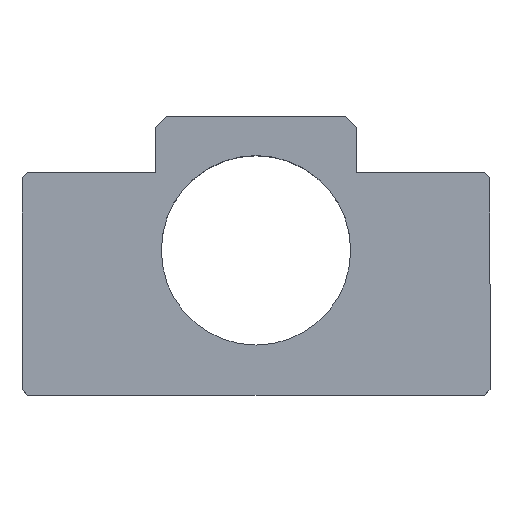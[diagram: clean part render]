
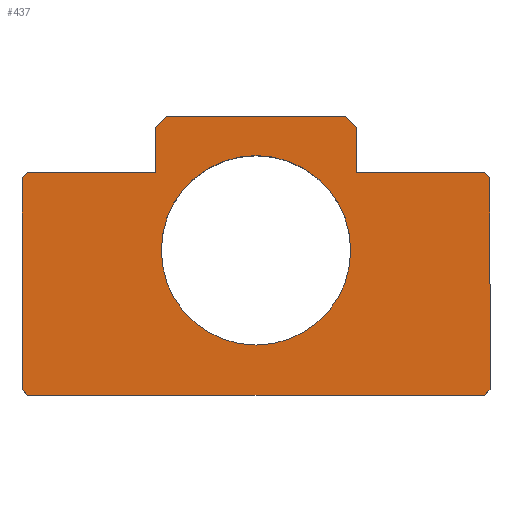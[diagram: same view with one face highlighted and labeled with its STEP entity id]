
A CAD part, top view. The second image highlights one B-rep face of the part: STEP entity #437.
In plain terms, the highlighted planar face has unit normal (0, 0, 1).
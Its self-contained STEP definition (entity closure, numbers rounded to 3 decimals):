
#4 = VECTOR ( 'NONE', #447, 1000. ) ;
#11 = LINE ( 'NONE', #193, #271 ) ;
#13 = DIRECTION ( 'NONE',  ( 0.707, 0.707, 0. ) ) ;
#17 = CARTESIAN_POINT ( 'NONE',  ( 9., 7., 0. ) ) ;
#20 = ORIENTED_EDGE ( 'NONE', *, *, #34, .T. ) ;
#24 = CARTESIAN_POINT ( 'NONE',  ( 9., 11., 0. ) ) ;
#25 = DIRECTION ( 'NONE',  ( 0.707, 0.707, 0. ) ) ;
#34 = EDGE_CURVE ( 'NONE', #174, #222, #589, .T. ) ;
#39 = EDGE_CURVE ( 'NONE', #505, #99, #114, .T. ) ;
#52 = DIRECTION ( 'NONE',  ( 1., 0., 0. ) ) ;
#57 = CARTESIAN_POINT ( 'NONE',  ( -21., 6.5, 0. ) ) ;
#59 = VECTOR ( 'NONE', #622, 1000. ) ;
#75 = EDGE_LOOP ( 'NONE', ( #339, #427, #183, #178, #595, #20, #426, #211, #587, #272, #482, #107, #346, #117 ) ) ;
#83 = DIRECTION ( 'NONE',  ( 0., -1., 0. ) ) ;
#92 = VECTOR ( 'NONE', #318, 1000. ) ;
#95 = ORIENTED_EDGE ( 'NONE', *, *, #315, .T. ) ;
#99 = VERTEX_POINT ( 'NONE', #506 ) ;
#101 = DIRECTION ( 'NONE',  ( -0.707, 0.707, 0. ) ) ;
#107 = ORIENTED_EDGE ( 'NONE', *, *, #628, .F. ) ;
#108 = CARTESIAN_POINT ( 'NONE',  ( 8., 12., 0. ) ) ;
#114 = LINE ( 'NONE', #213, #540 ) ;
#117 = ORIENTED_EDGE ( 'NONE', *, *, #235, .F. ) ;
#118 = LINE ( 'NONE', #216, #92 ) ;
#153 = FACE_BOUND ( 'NONE', #484, .T. ) ;
#157 = CARTESIAN_POINT ( 'NONE',  ( 9., 7., 0. ) ) ;
#163 = EDGE_CURVE ( 'NONE', #174, #205, #415, .T. ) ;
#164 = CARTESIAN_POINT ( 'NONE',  ( -21., 6.5, 0. ) ) ;
#169 = LINE ( 'NONE', #269, #667 ) ;
#172 = EDGE_CURVE ( 'NONE', #302, #262, #11, .T. ) ;
#174 = VERTEX_POINT ( 'NONE', #567 ) ;
#178 = ORIENTED_EDGE ( 'NONE', *, *, #616, .F. ) ;
#180 = CARTESIAN_POINT ( 'NONE',  ( 0., 0., 0. ) ) ;
#182 = AXIS2_PLACEMENT_3D ( 'NONE', #562, #638, #713 ) ;
#183 = ORIENTED_EDGE ( 'NONE', *, *, #687, .F. ) ;
#186 = VERTEX_POINT ( 'NONE', #252 ) ;
#189 = CARTESIAN_POINT ( 'NONE',  ( 21., 6.5, 0. ) ) ;
#192 = VERTEX_POINT ( 'NONE', #520 ) ;
#193 = CARTESIAN_POINT ( 'NONE',  ( -8., 12., 0. ) ) ;
#194 = CARTESIAN_POINT ( 'NONE',  ( 21., -12.5, 0. ) ) ;
#195 = VECTOR ( 'NONE', #25, 1000. ) ;
#204 = CARTESIAN_POINT ( 'NONE',  ( -21., -12.5, 0. ) ) ;
#205 = VERTEX_POINT ( 'NONE', #454 ) ;
#210 = VERTEX_POINT ( 'NONE', #108 ) ;
#211 = ORIENTED_EDGE ( 'NONE', *, *, #630, .T. ) ;
#213 = CARTESIAN_POINT ( 'NONE',  ( -20.5, 7., 0. ) ) ;
#214 = VECTOR ( 'NONE', #52, 1000. ) ;
#216 = CARTESIAN_POINT ( 'NONE',  ( -21., -12.5, 0. ) ) ;
#222 = VERTEX_POINT ( 'NONE', #574 ) ;
#224 = VERTEX_POINT ( 'NONE', #347 ) ;
#233 = CARTESIAN_POINT ( 'NONE',  ( -8., 12., 0. ) ) ;
#235 = EDGE_CURVE ( 'NONE', #192, #262, #601, .T. ) ;
#247 = VERTEX_POINT ( 'NONE', #489 ) ;
#252 = CARTESIAN_POINT ( 'NONE',  ( 21., 6.5, 0. ) ) ;
#254 = CARTESIAN_POINT ( 'NONE',  ( -9., 11., 0. ) ) ;
#262 = VERTEX_POINT ( 'NONE', #619 ) ;
#264 = VECTOR ( 'NONE', #576, 1000. ) ;
#269 = CARTESIAN_POINT ( 'NONE',  ( -9., 7., 0. ) ) ;
#271 = VECTOR ( 'NONE', #498, 1000. ) ;
#272 = ORIENTED_EDGE ( 'NONE', *, *, #314, .F. ) ;
#273 = LINE ( 'NONE', #189, #264 ) ;
#281 = DIRECTION ( 'NONE',  ( 0., 0., -1. ) ) ;
#302 = VERTEX_POINT ( 'NONE', #233 ) ;
#314 = EDGE_CURVE ( 'NONE', #224, #709, #704, .T. ) ;
#315 = EDGE_CURVE ( 'NONE', #472, #472, #467, .T. ) ;
#318 = DIRECTION ( 'NONE',  ( -0.707, 0.707, 0. ) ) ;
#339 = ORIENTED_EDGE ( 'NONE', *, *, #529, .F. ) ;
#346 = ORIENTED_EDGE ( 'NONE', *, *, #172, .T. ) ;
#347 = CARTESIAN_POINT ( 'NONE',  ( 9., 11., 0. ) ) ;
#359 = DIRECTION ( 'NONE',  ( 1., 0., 0. ) ) ;
#360 = VERTEX_POINT ( 'NONE', #204 ) ;
#372 = DIRECTION ( 'NONE',  ( -1., 0., 0. ) ) ;
#373 = CARTESIAN_POINT ( 'NONE',  ( 8., 12., 0. ) ) ;
#374 = LINE ( 'NONE', #723, #477 ) ;
#383 = LINE ( 'NONE', #194, #4 ) ;
#402 = AXIS2_PLACEMENT_3D ( 'NONE', #180, #281, #372 ) ;
#408 = CARTESIAN_POINT ( 'NONE',  ( -8.5, 0., 0. ) ) ;
#415 = LINE ( 'NONE', #486, #612 ) ;
#417 = VECTOR ( 'NONE', #83, 1000. ) ;
#426 = ORIENTED_EDGE ( 'NONE', *, *, #577, .F. ) ;
#427 = ORIENTED_EDGE ( 'NONE', *, *, #39, .F. ) ;
#437 = ADVANCED_FACE ( 'NONE', ( #749, #153 ), #499, .T. ) ;
#447 = DIRECTION ( 'NONE',  ( 0., -1., 0. ) ) ;
#454 = CARTESIAN_POINT ( 'NONE',  ( -20.5, -13., 0. ) ) ;
#467 = CIRCLE ( 'NONE', #402, 8.5 ) ;
#472 = VERTEX_POINT ( 'NONE', #408 ) ;
#477 = VECTOR ( 'NONE', #683, 1000. ) ;
#482 = ORIENTED_EDGE ( 'NONE', *, *, #566, .T. ) ;
#484 = EDGE_LOOP ( 'NONE', ( #95 ) ) ;
#486 = CARTESIAN_POINT ( 'NONE',  ( -20.5, -13., 0. ) ) ;
#489 = CARTESIAN_POINT ( 'NONE',  ( 20.5, 7., 0. ) ) ;
#498 = DIRECTION ( 'NONE',  ( -0.707, -0.707, 0. ) ) ;
#499 = PLANE ( 'NONE',  #182 ) ;
#504 = LINE ( 'NONE', #373, #214 ) ;
#505 = VERTEX_POINT ( 'NONE', #57 ) ;
#506 = CARTESIAN_POINT ( 'NONE',  ( -20.5, 7., 0. ) ) ;
#520 = CARTESIAN_POINT ( 'NONE',  ( -9., 7., 0. ) ) ;
#529 = EDGE_CURVE ( 'NONE', #99, #192, #169, .T. ) ;
#539 = LINE ( 'NONE', #164, #581 ) ;
#540 = VECTOR ( 'NONE', #13, 1000. ) ;
#545 = DIRECTION ( 'NONE',  ( -1., 0., 0. ) ) ;
#562 = CARTESIAN_POINT ( 'NONE',  ( 0., 0., 0. ) ) ;
#566 = EDGE_CURVE ( 'NONE', #224, #210, #710, .T. ) ;
#567 = CARTESIAN_POINT ( 'NONE',  ( 20.5, -13., 0. ) ) ;
#574 = CARTESIAN_POINT ( 'NONE',  ( 21., -12.5, 0. ) ) ;
#576 = DIRECTION ( 'NONE',  ( -0.707, 0.707, 0. ) ) ;
#577 = EDGE_CURVE ( 'NONE', #186, #222, #383, .T. ) ;
#581 = VECTOR ( 'NONE', #689, 1000. ) ;
#587 = ORIENTED_EDGE ( 'NONE', *, *, #741, .F. ) ;
#589 = LINE ( 'NONE', #730, #195 ) ;
#595 = ORIENTED_EDGE ( 'NONE', *, *, #163, .F. ) ;
#601 = LINE ( 'NONE', #254, #59 ) ;
#612 = VECTOR ( 'NONE', #545, 1000. ) ;
#616 = EDGE_CURVE ( 'NONE', #205, #360, #118, .T. ) ;
#619 = CARTESIAN_POINT ( 'NONE',  ( -9., 11., 0. ) ) ;
#622 = DIRECTION ( 'NONE',  ( 0., 1., 0. ) ) ;
#628 = EDGE_CURVE ( 'NONE', #302, #210, #504, .T. ) ;
#630 = EDGE_CURVE ( 'NONE', #186, #247, #273, .T. ) ;
#638 = DIRECTION ( 'NONE',  ( 0., 0., 1. ) ) ;
#667 = VECTOR ( 'NONE', #359, 1000. ) ;
#683 = DIRECTION ( 'NONE',  ( 1., 0., 0. ) ) ;
#687 = EDGE_CURVE ( 'NONE', #360, #505, #539, .T. ) ;
#689 = DIRECTION ( 'NONE',  ( 0., 1., 0. ) ) ;
#704 = LINE ( 'NONE', #17, #417 ) ;
#709 = VERTEX_POINT ( 'NONE', #157 ) ;
#710 = LINE ( 'NONE', #24, #722 ) ;
#713 = DIRECTION ( 'NONE',  ( 1., 0., 0. ) ) ;
#722 = VECTOR ( 'NONE', #101, 1000. ) ;
#723 = CARTESIAN_POINT ( 'NONE',  ( 20.5, 7., 0. ) ) ;
#730 = CARTESIAN_POINT ( 'NONE',  ( 20.5, -13., 0. ) ) ;
#741 = EDGE_CURVE ( 'NONE', #709, #247, #374, .T. ) ;
#749 = FACE_OUTER_BOUND ( 'NONE', #75, .T. ) ;
